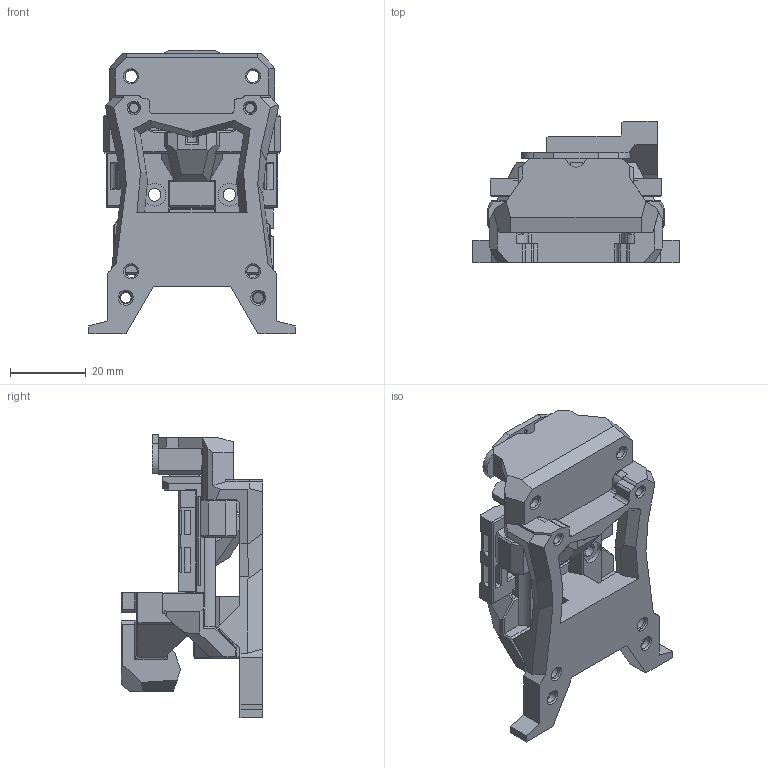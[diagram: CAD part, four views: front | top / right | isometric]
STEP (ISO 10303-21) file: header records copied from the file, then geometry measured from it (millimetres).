
FILE_DESCRIPTION(/* description */ (''),/* implementation_level */ '2;1');
FILE_NAME(/* name */ 'StealthChanger_Tripod_v32.step',/* time_stamp */ '2023-12-17T18:51:16-07:00',/* author */ (''),/* organization */ (''),/* preprocessor_version */ 'ST-DEVELOPER v20',/* originating_system */ 'Autodesk Translation Framework v12.14.0.127',/* authorisation */ '');
FILE_SCHEMA (('AUTOMOTIVE_DESIGN { 1 0 10303 214 3 1 1 }'));
Products named in the file (1): StealthChanger_Tripod
Bounding box: 54.7 x 37.41 x 74.93 mm (x, y, z)
Volume: 38750.8 mm3; surface area: 25744.6 mm2
Topology: 6 solids, 44 shells, 1398 faces, 3631 edges, 2348 vertices
Faces by surface type: plane 1077, cylinder 243, cone 56, bspline 22
Full cylindrical faces by diameter (mm): 0.87 x5, 1 x3, 1.9 x2, 2.529 x8, 2.8 x12, 3.2 x10, 3.4 x8, 4.7 x5, 5.1 x3, 6 x4
Entity records: 52156 total; most frequent: CARTESIAN_POINT 17535, ORIENTED_EDGE 7262, DIRECTION 6901, EDGE_CURVE 3631, LINE 2863, VECTOR 2863, VERTEX_POINT 2348, AXIS2_PLACEMENT_3D 2019
